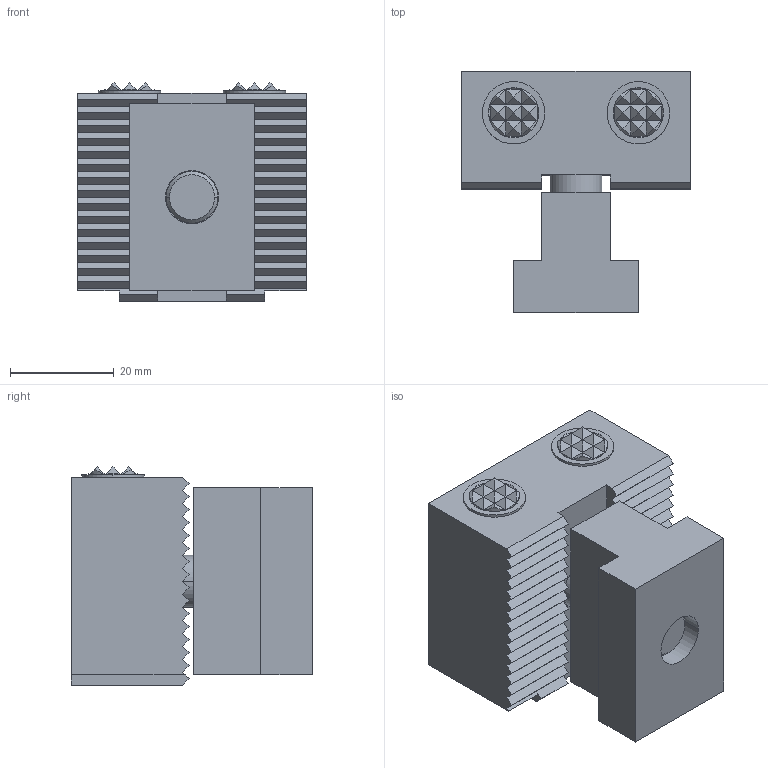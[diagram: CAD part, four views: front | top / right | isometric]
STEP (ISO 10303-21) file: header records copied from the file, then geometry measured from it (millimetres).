
FILE_DESCRIPTION(('STEP AP214'),'1');
FILE_NAME('HALDERV_EH_1586_081.stp','2017-11-08T13:05:20',('TraceParts'),('TraceParts S.A.'),'Spatial InterOp 3D',' ',' ');
FILE_SCHEMA(('automotive_design'));
Length unit declared in the file: millimetre
Products named in the file (5): HALDERV_EH_1586_081_1; HALDERV_EH_1586_081_2; HALDERV_EH_1586_081_3; HALDERV_EH_1586_081_4; HALDERV_EH_1586_081_5
Bounding box: 44 x 46.4 x 42 mm (x, y, z)
Volume: 51062.7 mm3; surface area: 16080.9 mm2
Topology: 5 solids, 5 shells, 305 faces, 651 edges, 361 vertices
Faces by surface type: plane 231, cylinder 58, cone 14, torus 2
Entity records: 10432 total; most frequent: DIRECTION 1442, CARTESIAN_POINT 1318, ORIENTED_EDGE 1294, EDGE_CURVE 647, AXIS2_PLACEMENT_3D 485, LINE 472, VECTOR 472, VERTEX_POINT 361
